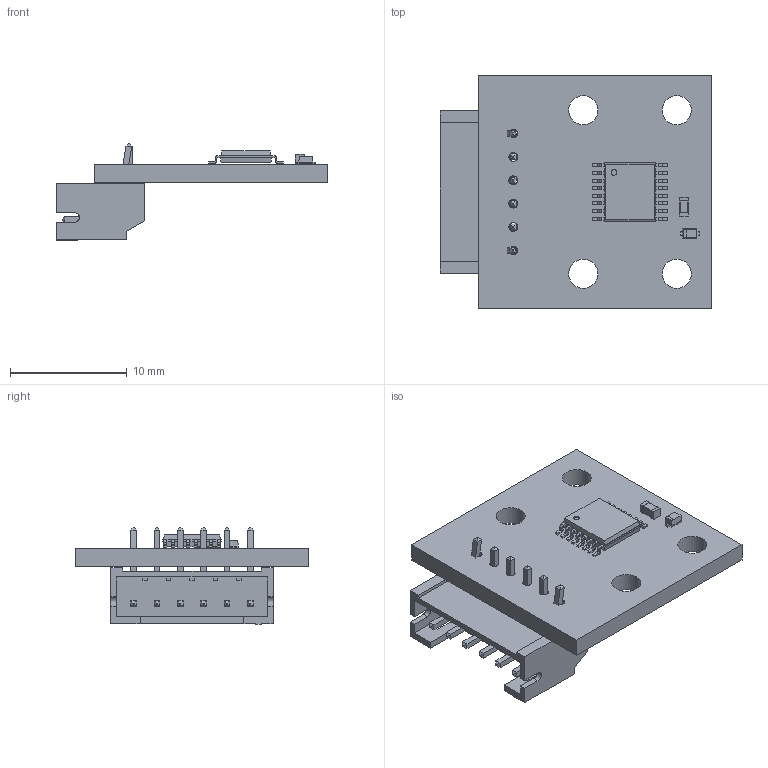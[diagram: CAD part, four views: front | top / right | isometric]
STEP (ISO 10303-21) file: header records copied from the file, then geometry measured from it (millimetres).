
FILE_DESCRIPTION(('KiCad electronic assembly'),'2;1');
FILE_NAME('ABSIS_Hall Sensor.step','2023-03-29T12:14:43',('Pcbnew'),( 'Kicad'),'Open CASCADE STEP processor 7.6','KiCad to STEP converter' ,'Unknown');
FILE_SCHEMA(('AUTOMOTIVE_DESIGN { 1 0 10303 214 1 1 1 1 }'));
Length unit declared in the file: millimetre
Products named in the file (10): ABSIS_Hall Sensor 1; C_0603_1608Metric; SOLID; D_SOD-523; TSSOP-16_4.4x5mm_P0.65mm; JST_PH_S6B-PH-K_1x06_P2.00mm_Horizontal; ABSIS_Hall Sensor PCB
Assembly tree (9 placements, depth 3):
  ABSIS_Hall Sensor 1
    C_0603_1608Metric
      SOLID
    D_SOD-523
      SOLID
    TSSOP-16_4.4x5mm_P0.65mm
      SOLID
    JST_PH_S6B-PH-K_1x06_P2.00mm_Horizontal
      SOLID
    ABSIS_Hall Sensor PCB
Bounding box: 23.25 x 20 x 8.25 mm (x, y, z)
Volume: 817.6 mm3; surface area: 1629.3 mm2
Topology: 5 solids, 5 shells, 569 faces, 1509 edges, 962 vertices
Faces by surface type: plane 430, cylinder 101, bspline 38
Full cylindrical faces by diameter (mm): 0.5 x1, 0.75 x6, 2.5 x4
Entity records: 41886 total; most frequent: CARTESIAN_POINT 7584, DIRECTION 5593, LINE 4005, VECTOR 4005, ORIENTED_EDGE 3018, PCURVE 3018, DEFINITIONAL_REPRESENTATION 3018, EDGE_CURVE 1509
